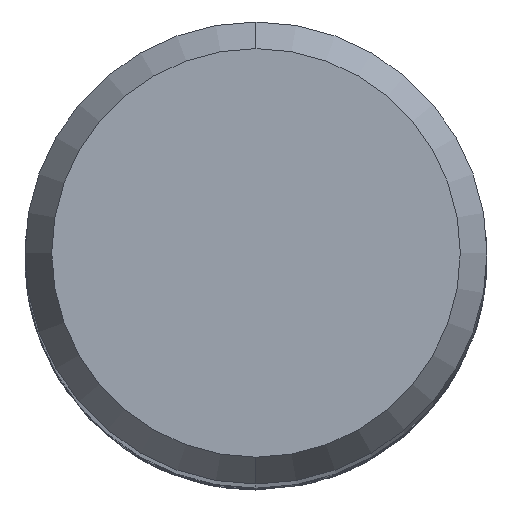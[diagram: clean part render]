
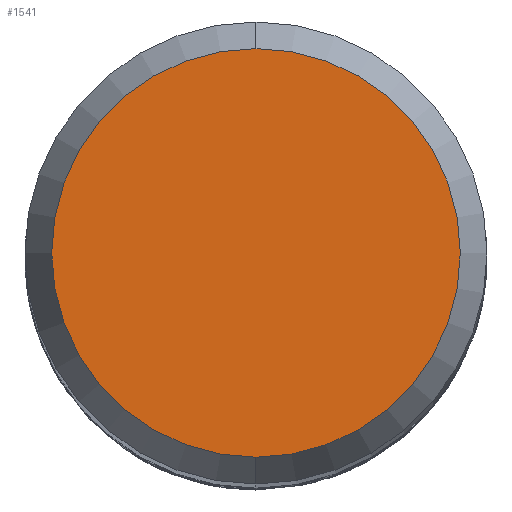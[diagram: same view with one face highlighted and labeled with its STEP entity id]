
A CAD part, top view. The second image highlights one B-rep face of the part: STEP entity #1541.
In plain terms, the highlighted planar face has unit normal (0, 0, 1).
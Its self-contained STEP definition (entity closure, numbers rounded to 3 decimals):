
#1345=VERTEX_POINT('',#3782);
#1541=ADVANCED_FACE('',(#3988),#3989,.T.);
#1647=VERTEX_POINT('',#4106);
#2429=EDGE_CURVE('',#1345,#1647,#4948,.T.);
#2621=EDGE_CURVE('',#1647,#1345,#5162,.T.);
#3782=CARTESIAN_POINT('',(0.0,3.538,0.0));
#3988=FACE_OUTER_BOUND('',#8460,.T.);
#3989=PLANE('',#8461);
#4106=CARTESIAN_POINT('',(0.,-3.538,0.0));
#4948=CIRCLE('',#17997,3.538);
#5162=CIRCLE('',#20692,3.538);
#8460=EDGE_LOOP('',(#30587,#30588));
#8461=AXIS2_PLACEMENT_3D('',#30589,#30590,#30591);
#17997=AXIS2_PLACEMENT_3D('',#31486,#31487,#31488);
#20692=AXIS2_PLACEMENT_3D('',#31737,#31738,#31739);
#30587=ORIENTED_EDGE('',*,*,#2429,.F.);
#30588=ORIENTED_EDGE('',*,*,#2621,.F.);
#30589=CARTESIAN_POINT('',(0.0,1.769,0.0));
#30590=DIRECTION('',(-0.0,0.0,1.0));
#30591=DIRECTION('',(0.0,-1.0,0.0));
#31486=CARTESIAN_POINT('',(0.0,0.0,0.0));
#31487=DIRECTION('',(0.0,0.0,-1.0));
#31488=DIRECTION('',(0.0,1.0,0.0));
#31737=CARTESIAN_POINT('',(0.0,0.0,0.0));
#31738=DIRECTION('',(0.0,0.0,-1.0));
#31739=DIRECTION('',(0.0,1.0,0.0));
